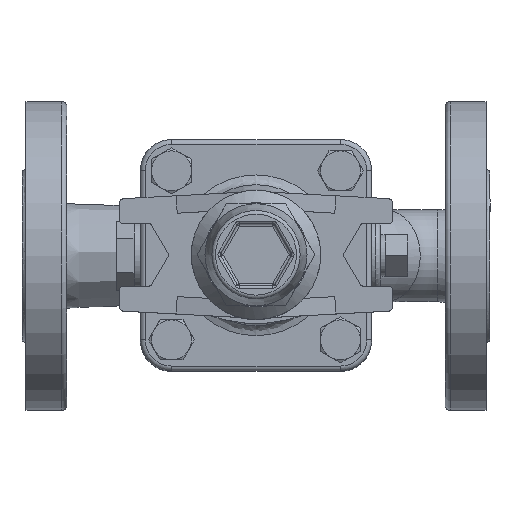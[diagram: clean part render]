
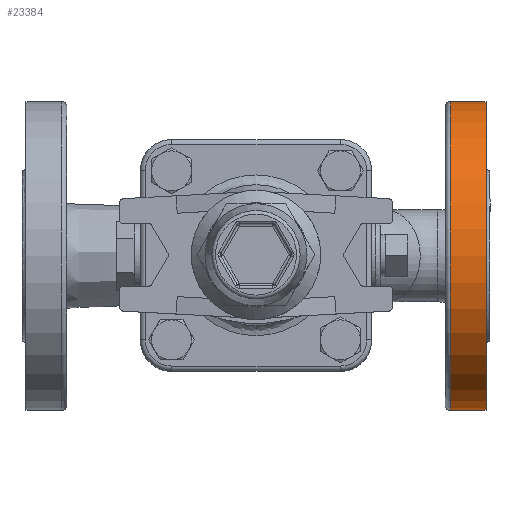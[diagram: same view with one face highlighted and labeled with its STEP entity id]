
A CAD part, top view. The second image highlights one B-rep face of the part: STEP entity #23384.
In plain terms, the highlighted cylindrical face has radius 62 mm (diameter 124 mm), a full revolution.
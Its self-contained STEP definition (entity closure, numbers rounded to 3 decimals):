
#23357=CARTESIAN_POINT('',(94.0,0.0,47.5));
#23358=DIRECTION('',(-1.0,0.0,0.0));
#23359=DIRECTION('',(0.0,0.0,1.0));
#23360=AXIS2_PLACEMENT_3D('',#23357,#23358,#23359);
#23361=CYLINDRICAL_SURFACE('',#23360,62.0);
#23362=CARTESIAN_POINT('',(78.0,0.,-14.5));
#23363=VERTEX_POINT('',#23362);
#23364=CARTESIAN_POINT('',(78.0,0.0,47.5));
#23365=DIRECTION('',(-1.0,0.0,0.0));
#23366=DIRECTION('',(0.0,0.0,1.0));
#23367=AXIS2_PLACEMENT_3D('',#23364,#23365,#23366);
#23368=CIRCLE('',#23367,62.0);
#23369=EDGE_CURVE('',#23363,#23363,#23368,.T.);
#23370=ORIENTED_EDGE('',*,*,#23369,.F.);
#23371=EDGE_LOOP('',(#23370));
#23372=FACE_OUTER_BOUND('',#23371,.T.);
#23373=CARTESIAN_POINT('',(92.4,0.,-14.5));
#23374=VERTEX_POINT('',#23373);
#23375=CARTESIAN_POINT('',(92.4,0.0,47.5));
#23376=DIRECTION('',(-1.0,0.0,0.0));
#23377=DIRECTION('',(0.0,0.0,1.0));
#23378=AXIS2_PLACEMENT_3D('',#23375,#23376,#23377);
#23379=CIRCLE('',#23378,62.0);
#23380=EDGE_CURVE('',#23374,#23374,#23379,.T.);
#23381=ORIENTED_EDGE('',*,*,#23380,.T.);
#23382=EDGE_LOOP('',(#23381));
#23383=FACE_BOUND('',#23382,.T.);
#23384=ADVANCED_FACE('',(#23372,#23383),#23361,.T.);
